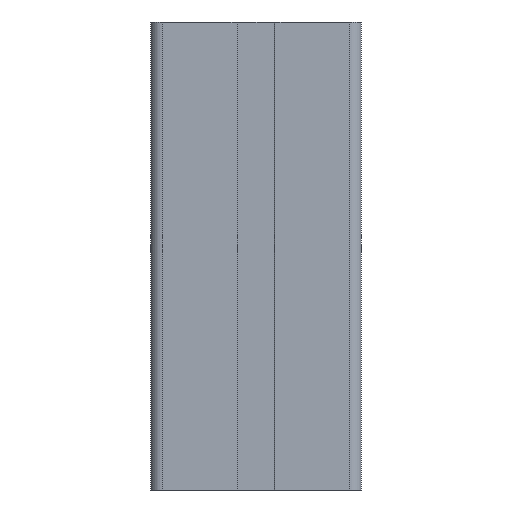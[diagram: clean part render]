
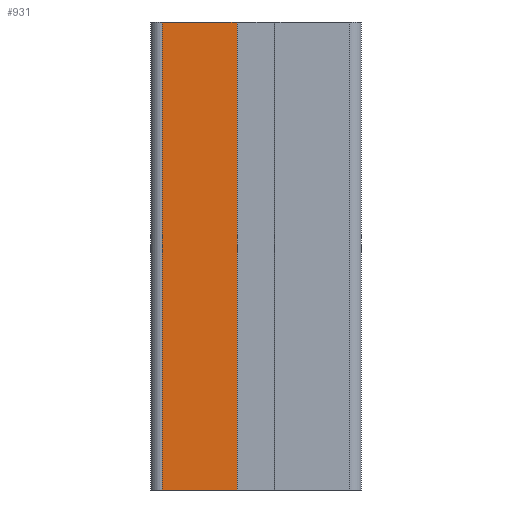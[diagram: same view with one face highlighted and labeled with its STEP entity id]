
A CAD part, left-side view. The second image highlights one B-rep face of the part: STEP entity #931.
In plain terms, the highlighted planar face has unit normal (-1, 0, 0).
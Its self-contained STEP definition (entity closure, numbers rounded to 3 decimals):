
#301 = VECTOR ( 'NONE', #1210, 1000. ) ;
#303 = VECTOR ( 'NONE', #1213, 1000. ) ;
#931 = ADVANCED_FACE ( 'NONE', ( #2896 ), #2897, .F. ) ;
#980 = VECTOR ( 'NONE', #2150, 1000. ) ;
#1208 = LINE ( 'NONE', #1209, #301 ) ;
#1209 = CARTESIAN_POINT ( 'NONE',  ( -22.5, 20., 100. ) ) ;
#1210 = DIRECTION ( 'NONE',  ( 0., 0., -1. ) ) ;
#1211 = LINE ( 'NONE', #1212, #303 ) ;
#1212 = CARTESIAN_POINT ( 'NONE',  ( -22.5, 4.05, 100. ) ) ;
#1213 = DIRECTION ( 'NONE',  ( 0., 0., -1. ) ) ;
#1776 = VERTEX_POINT ( 'NONE', #2634 ) ;
#1777 = VERTEX_POINT ( 'NONE', #2635 ) ;
#1962 = VERTEX_POINT ( 'NONE', #2260 ) ;
#1963 = VERTEX_POINT ( 'NONE', #2261 ) ;
#2148 = LINE ( 'NONE', #2149, #980 ) ;
#2149 = CARTESIAN_POINT ( 'NONE',  ( -22.5, 20., 100. ) ) ;
#2150 = DIRECTION ( 'NONE',  ( 0., -1., 0. ) ) ;
#2260 = CARTESIAN_POINT ( 'NONE',  ( -22.5, 4.05, 100. ) ) ;
#2261 = CARTESIAN_POINT ( 'NONE',  ( -22.5, 20., 100. ) ) ;
#2333 = LINE ( 'NONE', #2342, #3843 ) ;
#2342 = CARTESIAN_POINT ( 'NONE',  ( -22.5, 20., 0. ) ) ;
#2344 = DIRECTION ( 'NONE',  ( 0., -1., 0. ) ) ;
#2588 = EDGE_LOOP ( 'NONE', ( #2990, #2991, #2992, #2993 ) ) ;
#2634 = CARTESIAN_POINT ( 'NONE',  ( -22.5, 20., 0. ) ) ;
#2635 = CARTESIAN_POINT ( 'NONE',  ( -22.5, 4.05, 0. ) ) ;
#2889 = CARTESIAN_POINT ( 'NONE',  ( -22.5, 20., 100. ) ) ;
#2896 = FACE_OUTER_BOUND ( 'NONE', #2588, .T. ) ;
#2897 = PLANE ( 'NONE',  #3859 ) ;
#2899 = DIRECTION ( 'NONE',  ( 1., 0., 0. ) ) ;
#2900 = DIRECTION ( 'NONE',  ( 0., 1., 0. ) ) ;
#2990 = ORIENTED_EDGE ( 'NONE', *, *, #3555, .T. ) ;
#2991 = ORIENTED_EDGE ( 'NONE', *, *, #4153, .F. ) ;
#2992 = ORIENTED_EDGE ( 'NONE', *, *, #3658, .F. ) ;
#2993 = ORIENTED_EDGE ( 'NONE', *, *, #4152, .T. ) ;
#3555 = EDGE_CURVE ( 'NONE', #1776, #1777, #2333, .T. ) ;
#3658 = EDGE_CURVE ( 'NONE', #1963, #1962, #2148, .T. ) ;
#3843 = VECTOR ( 'NONE', #2344, 1000. ) ;
#3859 = AXIS2_PLACEMENT_3D ( 'NONE', #2889, #2899, #2900 ) ;
#4152 = EDGE_CURVE ( 'NONE', #1963, #1776, #1208, .T. ) ;
#4153 = EDGE_CURVE ( 'NONE', #1962, #1777, #1211, .T. ) ;
